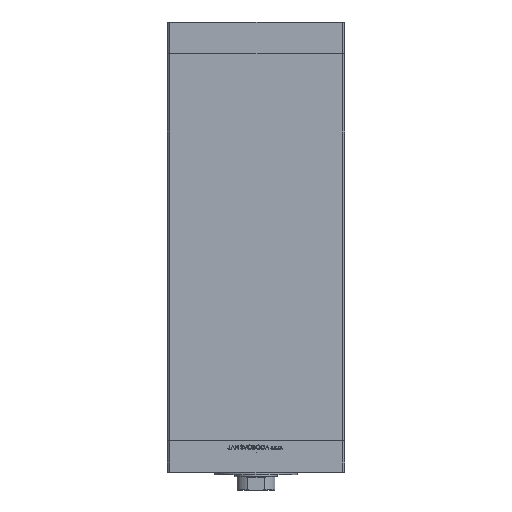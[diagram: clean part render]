
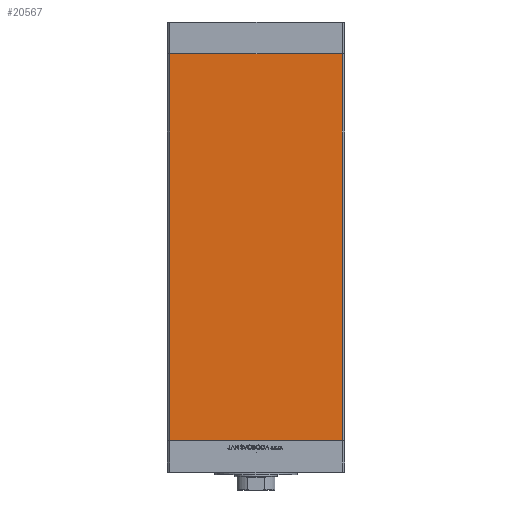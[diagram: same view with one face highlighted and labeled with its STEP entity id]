
A CAD part, front view. The second image highlights one B-rep face of the part: STEP entity #20567.
In plain terms, the highlighted planar face has unit normal (0, -1, 0).
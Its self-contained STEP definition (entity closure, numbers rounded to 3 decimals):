
#581 = CARTESIAN_POINT ( 'NONE',  ( 73., -62.5, 0. ) ) ;
#3500 = EDGE_CURVE ( 'NONE', #15254, #33071, #36955, .T. ) ;
#7021 = LINE ( 'NONE', #21861, #45789 ) ;
#7676 = EDGE_CURVE ( 'NONE', #20302, #14768, #7021, .T. ) ;
#8493 = CARTESIAN_POINT ( 'NONE',  ( -73., -62.5, 327. ) ) ;
#9275 = CARTESIAN_POINT ( 'NONE',  ( -73., -62.5, 327. ) ) ;
#10677 = CARTESIAN_POINT ( 'NONE',  ( -73., -62.5, 0. ) ) ;
#10737 = DIRECTION ( 'NONE',  ( 0., 0., -1. ) ) ;
#11663 = VECTOR ( 'NONE', #21357, 1000. ) ;
#12023 = LINE ( 'NONE', #9275, #27201 ) ;
#14768 = VERTEX_POINT ( 'NONE', #581 ) ;
#15254 = VERTEX_POINT ( 'NONE', #40105 ) ;
#16393 = FACE_OUTER_BOUND ( 'NONE', #18437, .T. ) ;
#17992 = ORIENTED_EDGE ( 'NONE', *, *, #7676, .F. ) ;
#18437 = EDGE_LOOP ( 'NONE', ( #41026, #17992, #23801, #34743 ) ) ;
#19568 = VECTOR ( 'NONE', #32996, 1000. ) ;
#20104 = DIRECTION ( 'NONE',  ( 0., 1., 0. ) ) ;
#20302 = VERTEX_POINT ( 'NONE', #23451 ) ;
#20567 = ADVANCED_FACE ( 'NONE', ( #16393 ), #26834, .F. ) ;
#21357 = DIRECTION ( 'NONE',  ( 1., 0., 0. ) ) ;
#21861 = CARTESIAN_POINT ( 'NONE',  ( 73., -62.5, 327. ) ) ;
#23451 = CARTESIAN_POINT ( 'NONE',  ( 73., -62.5, 327. ) ) ;
#23801 = ORIENTED_EDGE ( 'NONE', *, *, #26037, .F. ) ;
#25553 = AXIS2_PLACEMENT_3D ( 'NONE', #8493, #20104, #30794 ) ;
#26037 = EDGE_CURVE ( 'NONE', #15254, #20302, #12023, .T. ) ;
#26834 = PLANE ( 'NONE',  #25553 ) ;
#27123 = DIRECTION ( 'NONE',  ( 1., 0., 0. ) ) ;
#27201 = VECTOR ( 'NONE', #27123, 1000. ) ;
#30794 = DIRECTION ( 'NONE',  ( 0., 0., 1. ) ) ;
#32515 = LINE ( 'NONE', #36715, #11663 ) ;
#32996 = DIRECTION ( 'NONE',  ( 0., 0., -1. ) ) ;
#33071 = VERTEX_POINT ( 'NONE', #10677 ) ;
#34743 = ORIENTED_EDGE ( 'NONE', *, *, #3500, .T. ) ;
#36109 = EDGE_CURVE ( 'NONE', #33071, #14768, #32515, .T. ) ;
#36715 = CARTESIAN_POINT ( 'NONE',  ( -73., -62.5, 0. ) ) ;
#36955 = LINE ( 'NONE', #40663, #19568 ) ;
#40105 = CARTESIAN_POINT ( 'NONE',  ( -73., -62.5, 327. ) ) ;
#40663 = CARTESIAN_POINT ( 'NONE',  ( -73., -62.5, 327. ) ) ;
#41026 = ORIENTED_EDGE ( 'NONE', *, *, #36109, .T. ) ;
#45789 = VECTOR ( 'NONE', #10737, 1000. ) ;
